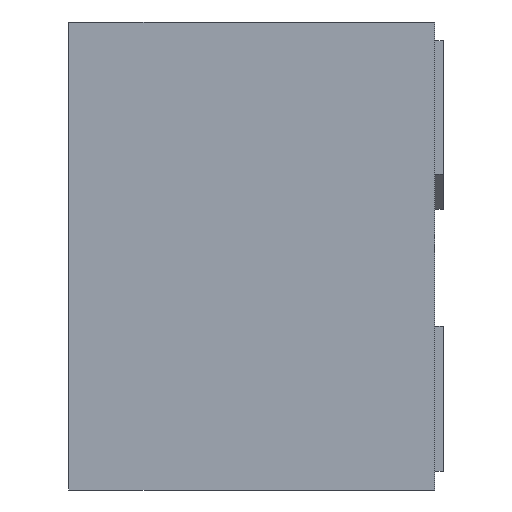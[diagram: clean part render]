
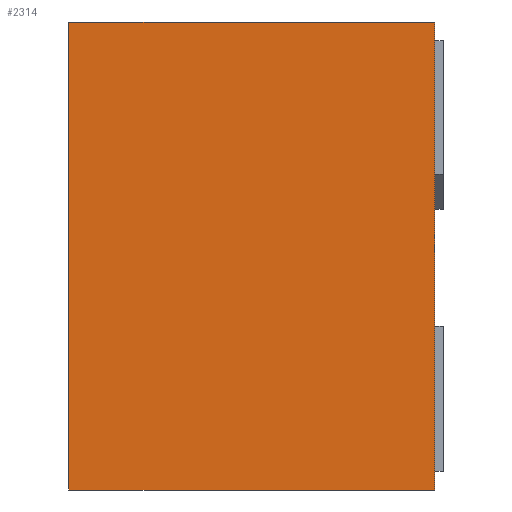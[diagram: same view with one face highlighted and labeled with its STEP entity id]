
A CAD part, left-side view. The second image highlights one B-rep face of the part: STEP entity #2314.
In plain terms, the highlighted planar face has unit normal (-1, 0, 0).
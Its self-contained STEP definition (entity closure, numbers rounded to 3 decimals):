
#248=FACE_OUTER_BOUND('',#378,.T.);
#378=EDGE_LOOP('',(#1954,#1955,#1956,#1957));
#544=LINE('',#3723,#784);
#624=LINE('',#3890,#864);
#625=LINE('',#3893,#865);
#626=LINE('',#3894,#866);
#784=VECTOR('',#2699,10.);
#864=VECTOR('',#2847,10.);
#865=VECTOR('',#2850,10.);
#866=VECTOR('',#2851,10.);
#1016=VERTEX_POINT('',#3716);
#1019=VERTEX_POINT('',#3721);
#1072=VERTEX_POINT('',#3888);
#1073=VERTEX_POINT('',#3892);
#1298=EDGE_CURVE('',#1019,#1016,#544,.T.);
#1378=EDGE_CURVE('',#1019,#1072,#624,.T.);
#1379=EDGE_CURVE('',#1073,#1072,#625,.T.);
#1380=EDGE_CURVE('',#1016,#1073,#626,.T.);
#1954=ORIENTED_EDGE('',*,*,#1298,.F.);
#1955=ORIENTED_EDGE('',*,*,#1378,.T.);
#1956=ORIENTED_EDGE('',*,*,#1379,.F.);
#1957=ORIENTED_EDGE('',*,*,#1380,.F.);
#2080=PLANE('',#2419);
#2314=ADVANCED_FACE('',(#248),#2080,.T.);
#2419=AXIS2_PLACEMENT_3D('',#3891,#2848,#2849);
#2699=DIRECTION('',(0.,0.,1.));
#2847=DIRECTION('',(0.,-1.,0.));
#2848=DIRECTION('center_axis',(-1.,0.,0.));
#2849=DIRECTION('ref_axis',(0.,0.,-1.));
#2850=DIRECTION('',(0.,0.,-1.));
#2851=DIRECTION('',(0.,-1.,0.));
#3716=CARTESIAN_POINT('',(-0.75,0.8,0.5));
#3721=CARTESIAN_POINT('',(-0.75,0.8,-0.5));
#3723=CARTESIAN_POINT('',(-0.75,0.8,-0.5));
#3888=CARTESIAN_POINT('',(-0.75,0.018,-0.5));
#3890=CARTESIAN_POINT('',(-0.75,0.8,-0.5));
#3891=CARTESIAN_POINT('Origin',(-0.75,0.8,0.5));
#3892=CARTESIAN_POINT('',(-0.75,0.018,0.5));
#3893=CARTESIAN_POINT('',(-0.75,0.018,-0.5));
#3894=CARTESIAN_POINT('',(-0.75,0.8,0.5));
